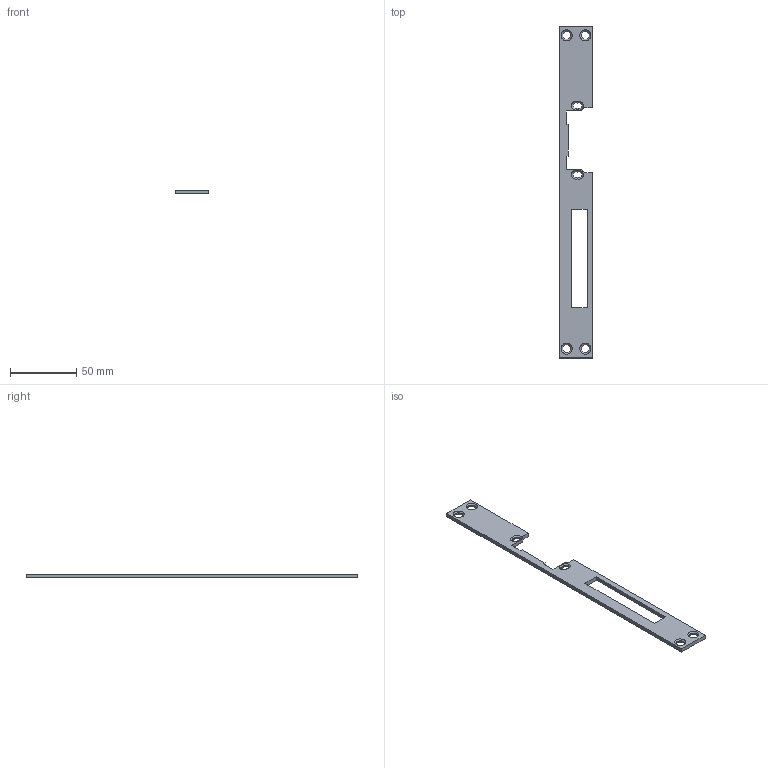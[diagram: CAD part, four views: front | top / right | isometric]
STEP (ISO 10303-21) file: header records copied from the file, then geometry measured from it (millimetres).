
FILE_DESCRIPTION (( 'STEP AP203' ), '1' );
FILE_NAME ('59115-240-SB.STEP', '2020-08-07T07:35:08', ( '' ), ( '' ), 'SwSTEP 2.0', 'SolidWorks 2018', '' );
FILE_SCHEMA (( 'CONFIG_CONTROL_DESIGN' ));
Length unit declared in the file: millimetre
Products named in the file (1): 59115-240-SB
Bounding box: 25 x 250 x 3 mm (x, y, z)
Volume: 12790 mm3; surface area: 11142.5 mm2
Topology: 1 solids, 1 shells, 323 faces, 853 edges, 560 vertices
Faces by surface type: plane 169, bspline 112, cone 28, cylinder 14
Entity records: 15870 total; most frequent: CARTESIAN_POINT 8505, ORIENTED_EDGE 1706, DIRECTION 1103, EDGE_CURVE 853, VECTOR 563, LINE 563, VERTEX_POINT 560, EDGE_LOOP 365
